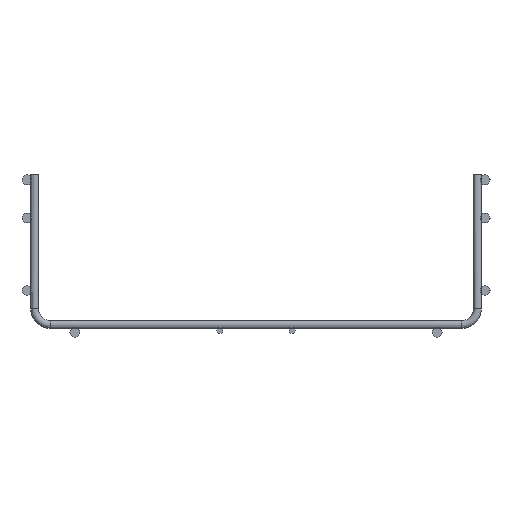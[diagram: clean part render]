
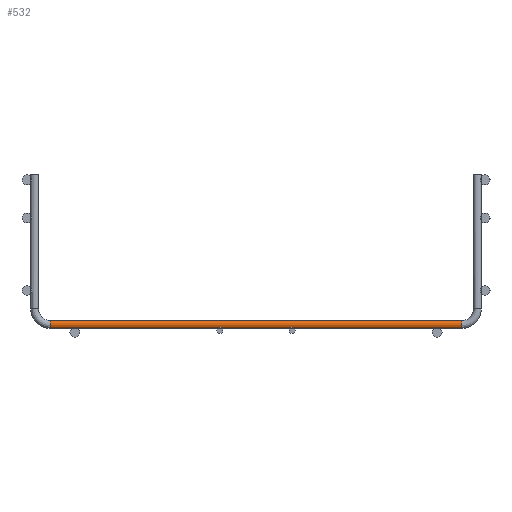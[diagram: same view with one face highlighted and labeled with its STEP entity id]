
A CAD part, left-side view. The second image highlights one B-rep face of the part: STEP entity #532.
In plain terms, the highlighted cylindrical face has radius 2.75 mm (diameter 5.5 mm), a full revolution.
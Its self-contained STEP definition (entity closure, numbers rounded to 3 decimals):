
#222=FACE_OUTER_BOUND('',#259,.T.);
#259=EDGE_LOOP('',(#468,#469,#470,#471,#472,#473));
#275=LINE('',#972,#288);
#288=VECTOR('',#787,2.75);
#314=CIRCLE('',#607,2.75);
#315=CIRCLE('',#608,2.75);
#316=CIRCLE('',#610,2.75);
#317=CIRCLE('',#611,2.75);
#345=VERTEX_POINT('',#965);
#346=VERTEX_POINT('',#967);
#347=VERTEX_POINT('',#971);
#348=VERTEX_POINT('',#973);
#387=EDGE_CURVE('',#345,#346,#314,.T.);
#388=EDGE_CURVE('',#346,#345,#315,.T.);
#389=EDGE_CURVE('',#346,#347,#275,.T.);
#390=EDGE_CURVE('',#347,#348,#316,.T.);
#391=EDGE_CURVE('',#348,#347,#317,.T.);
#468=ORIENTED_EDGE('',*,*,#388,.F.);
#469=ORIENTED_EDGE('',*,*,#389,.T.);
#470=ORIENTED_EDGE('',*,*,#390,.T.);
#471=ORIENTED_EDGE('',*,*,#391,.T.);
#472=ORIENTED_EDGE('',*,*,#389,.F.);
#473=ORIENTED_EDGE('',*,*,#387,.F.);
#498=CYLINDRICAL_SURFACE('',#609,2.75);
#532=ADVANCED_FACE('',(#222),#498,.T.);
#607=AXIS2_PLACEMENT_3D('',#968,#781,#782);
#608=AXIS2_PLACEMENT_3D('',#969,#783,#784);
#609=AXIS2_PLACEMENT_3D('',#970,#785,#786);
#610=AXIS2_PLACEMENT_3D('',#974,#788,#789);
#611=AXIS2_PLACEMENT_3D('',#975,#790,#791);
#781=DIRECTION('center_axis',(0.,-1.,0.));
#782=DIRECTION('ref_axis',(-1.,0.,0.));
#783=DIRECTION('center_axis',(0.,-1.,0.));
#784=DIRECTION('ref_axis',(-1.,0.,0.));
#785=DIRECTION('center_axis',(0.,-1.,0.));
#786=DIRECTION('ref_axis',(-1.,0.,0.));
#787=DIRECTION('',(0.,1.,0.));
#788=DIRECTION('center_axis',(0.,-1.,0.));
#789=DIRECTION('ref_axis',(-1.,0.,0.));
#790=DIRECTION('center_axis',(0.,-1.,0.));
#791=DIRECTION('ref_axis',(-1.,0.,0.));
#965=CARTESIAN_POINT('',(0.,-142.,-47.55));
#967=CARTESIAN_POINT('',(2.75,-142.,-50.3));
#968=CARTESIAN_POINT('Origin',(0.,-142.,-50.3));
#969=CARTESIAN_POINT('Origin',(0.,-142.,-50.3));
#970=CARTESIAN_POINT('Origin',(0.,142.,-50.3));
#971=CARTESIAN_POINT('',(2.75,142.,-50.3));
#972=CARTESIAN_POINT('',(2.75,142.,-50.3));
#973=CARTESIAN_POINT('',(0.,142.,-47.55));
#974=CARTESIAN_POINT('Origin',(0.,142.,-50.3));
#975=CARTESIAN_POINT('Origin',(0.,142.,-50.3));
